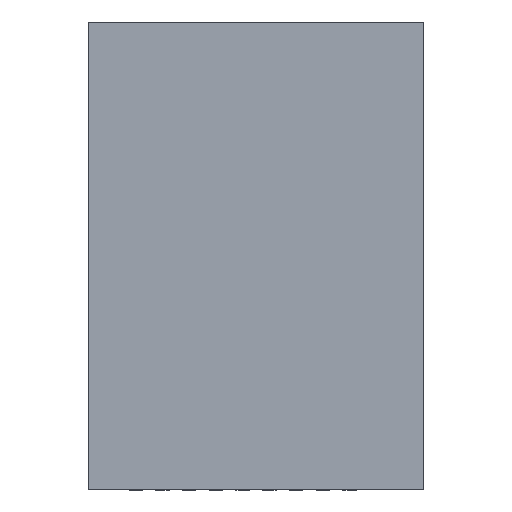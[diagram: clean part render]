
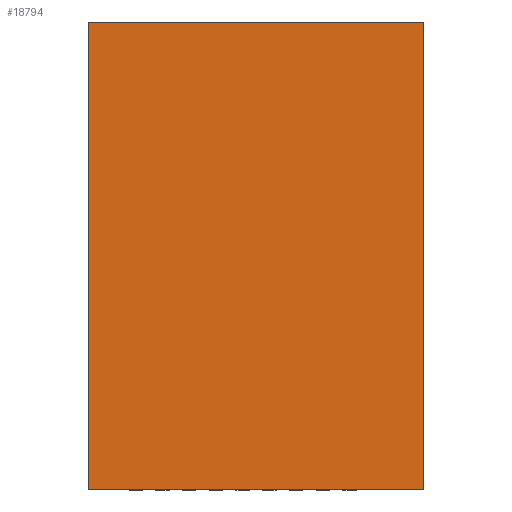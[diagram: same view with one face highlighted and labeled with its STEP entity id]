
A CAD part, top view. The second image highlights one B-rep face of the part: STEP entity #18794.
In plain terms, the highlighted face is planar.
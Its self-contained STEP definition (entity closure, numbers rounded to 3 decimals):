
#14560=DIRECTION('',(1.,0.,0.));
#14561=VECTOR('',#14560,5.);
#14562=CARTESIAN_POINT('',(-2.5,0.975,3.5));
#14563=LINE('',#14562,#14561);
#14567=DIRECTION('',(0.,0.,1.));
#14568=VECTOR('',#14567,7.);
#14569=CARTESIAN_POINT('',(-2.5,0.975,-3.5));
#14570=LINE('',#14569,#14568);
#14574=DIRECTION('',(-1.,0.,0.));
#14575=VECTOR('',#14574,5.);
#14576=CARTESIAN_POINT('',(2.5,0.975,-3.5));
#14577=LINE('',#14576,#14575);
#14581=DIRECTION('',(0.,0.,-1.));
#14582=VECTOR('',#14581,7.);
#14583=CARTESIAN_POINT('',(2.5,0.975,3.5));
#14584=LINE('',#14583,#14582);
#16331=CARTESIAN_POINT('',(-2.5,0.975,3.5));
#16332=CARTESIAN_POINT('',(2.5,0.975,3.5));
#16333=VERTEX_POINT('',#16331);
#16334=VERTEX_POINT('',#16332);
#16335=CARTESIAN_POINT('',(2.5,0.975,-3.5));
#16336=VERTEX_POINT('',#16335);
#16337=CARTESIAN_POINT('',(-2.5,0.975,-3.5));
#16338=VERTEX_POINT('',#16337);
#18781=CARTESIAN_POINT('',(0.,0.975,0.));
#18782=DIRECTION('',(0.,1.,0.));
#18783=DIRECTION('',(1.,0.,0.));
#18784=AXIS2_PLACEMENT_3D('',#18781,#18782,#18783);
#18785=PLANE('',#18784);
#18786=ORIENTED_EDGE('',*,*,#18704,.F.);
#18787=ORIENTED_EDGE('',*,*,#17685,.F.);
#18789=ORIENTED_EDGE('',*,*,#18788,.F.);
#18791=ORIENTED_EDGE('',*,*,#18790,.F.);
#18792=EDGE_LOOP('',(#18786,#18787,#18789,#18791));
#18793=FACE_OUTER_BOUND('',#18792,.F.);
#17685=EDGE_CURVE('',#16338,#16333,#14570,.T.);
#18704=EDGE_CURVE('',#16333,#16334,#14563,.T.);
#18788=EDGE_CURVE('',#16336,#16338,#14577,.T.);
#18790=EDGE_CURVE('',#16334,#16336,#14584,.T.);
#18794=ADVANCED_FACE('',(#18793),#18785,.T.);
